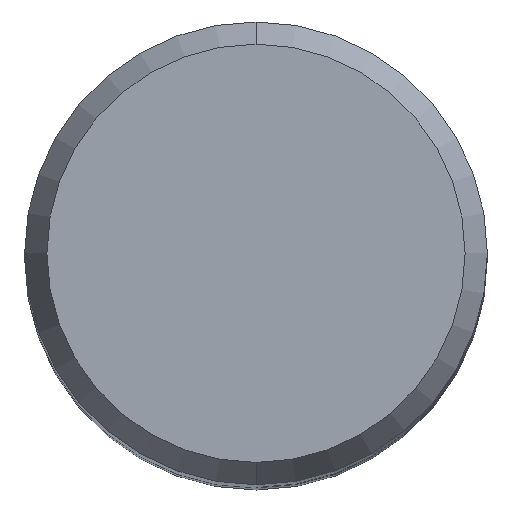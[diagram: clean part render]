
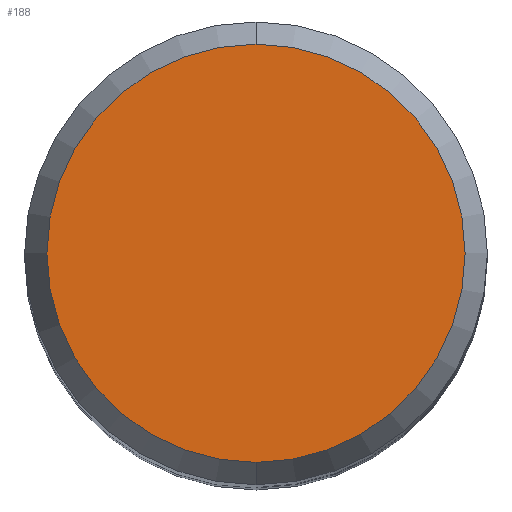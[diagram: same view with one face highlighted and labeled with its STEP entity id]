
A CAD part, top view. The second image highlights one B-rep face of the part: STEP entity #188.
In plain terms, the highlighted planar face has unit normal (0, 0, 1).
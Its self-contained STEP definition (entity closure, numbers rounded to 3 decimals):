
#100=VERTEX_POINT('',#237);
#142=EDGE_CURVE('',#150,#100,#288,.T.);
#150=VERTEX_POINT('',#296);
#184=EDGE_CURVE('',#100,#150,#334,.T.);
#188=ADVANCED_FACE('',(#338),#339,.T.);
#237=CARTESIAN_POINT('',(0.0,4.304,0.01));
#288=CIRCLE('',#453,4.304);
#296=CARTESIAN_POINT('',(0.,-4.304,0.01));
#334=CIRCLE('',#504,4.304);
#338=FACE_OUTER_BOUND('',#509,.T.);
#339=PLANE('',#510);
#453=AXIS2_PLACEMENT_3D('',#620,#621,#622);
#504=AXIS2_PLACEMENT_3D('',#675,#676,#677);
#509=EDGE_LOOP('',(#682,#683));
#510=AXIS2_PLACEMENT_3D('',#684,#685,#686);
#620=CARTESIAN_POINT('',(0.0,0.0,0.01));
#621=DIRECTION('',(0.0,0.0,-1.0));
#622=DIRECTION('',(0.0,1.0,0.0));
#675=CARTESIAN_POINT('',(0.0,0.0,0.01));
#676=DIRECTION('',(0.0,0.0,-1.0));
#677=DIRECTION('',(0.0,1.0,0.0));
#682=ORIENTED_EDGE('',*,*,#184,.F.);
#683=ORIENTED_EDGE('',*,*,#142,.F.);
#684=CARTESIAN_POINT('',(0.0,2.152,0.01));
#685=DIRECTION('',(-0.0,0.0,1.0));
#686=DIRECTION('',(0.0,-1.0,0.0));
